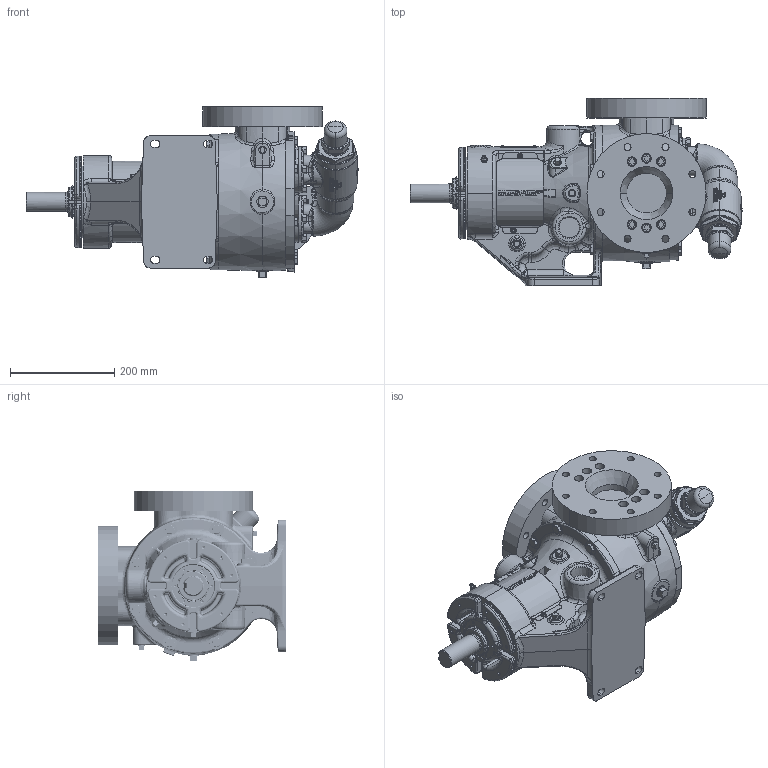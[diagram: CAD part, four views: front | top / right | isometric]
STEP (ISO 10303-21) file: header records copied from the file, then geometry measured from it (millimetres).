
FILE_DESCRIPTION (( 'STEP AP214' ), '1' );
FILE_NAME ('LV-4537.STEP', '2024-04-03T14:46:27', ( '' ), ( '' ), 'SwSTEP 2.0', 'SolidWorks 2022', '' );
FILE_SCHEMA (( 'AUTOMOTIVE_DESIGN' ));
Length unit declared in the file: inch
Products named in the file (1): LV-4537
Bounding box: 637.52 x 360.36 x 327.11 mm (x, y, z)
Volume: 19108266.7 mm3; surface area: 1040822.9 mm2
Topology: 1 solids, 13 shells, 5374 faces, 13733 edges, 8540 vertices
Faces by surface type: plane 1775, bspline 1656, cylinder 1020, cone 698, torus 139, sphere 86
Entity records: 313607 total; most frequent: CARTESIAN_POINT 127247, ORIENTED_EDGE 27168, DIRECTION 19836, EDGE_CURVE 13584, VERTEX_POINT 8533, AXIS2_PLACEMENT_3D 7352, EDGE_LOOP 5751, LENGTH_MEASURE_WITH_UNIT 5377
